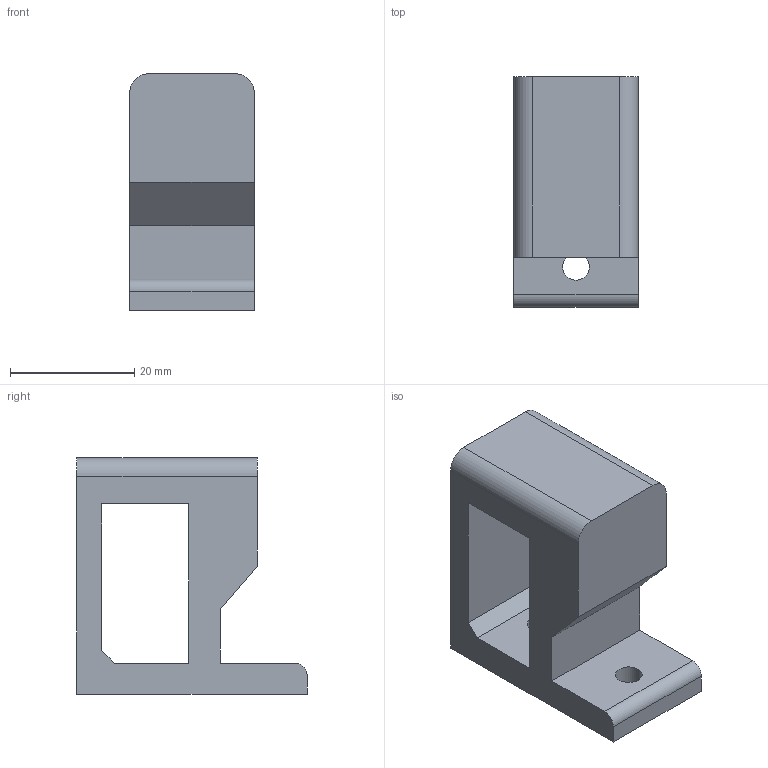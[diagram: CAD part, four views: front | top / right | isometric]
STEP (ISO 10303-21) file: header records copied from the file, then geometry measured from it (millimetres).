
FILE_DESCRIPTION (( 'STEP AP214' ), '1' );
FILE_NAME ('嘐隅嫖粣.', '2024-07-30T12:24:13', ( '' ), ( '' ), 'SwSTEP 2.0', 'SolidWorks 2022', '' );
FILE_SCHEMA (( 'AUTOMOTIVE_DESIGN' ));
Length unit declared in the file: millimetre
Products named in the file (1): 固定光轴
Bounding box: 20 x 37 x 38 mm (x, y, z)
Volume: 13751.7 mm3; surface area: 6128.7 mm2
Topology: 1 solids, 1 shells, 25 faces, 72 edges, 48 vertices
Faces by surface type: plane 16, cylinder 9
Entity records: 876 total; most frequent: CARTESIAN_POINT 146, ORIENTED_EDGE 144, DIRECTION 144, EDGE_CURVE 72, LINE 52, VECTOR 52, VERTEX_POINT 48, AXIS2_PLACEMENT_3D 46
